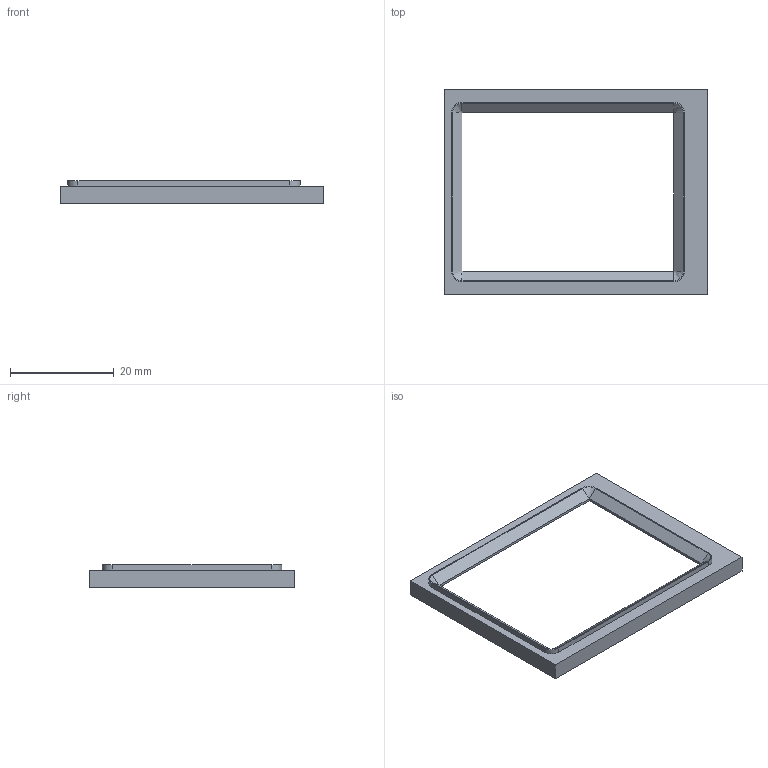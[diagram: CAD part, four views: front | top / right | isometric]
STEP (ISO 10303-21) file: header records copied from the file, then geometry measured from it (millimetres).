
FILE_DESCRIPTION(('FreeCAD Model'),'2;1');
FILE_NAME('Open CASCADE Shape Model','2024-07-18T16:48:17',('FreeCAD'),( 'FreeCAD'),'Open CASCADE STEP processor 7.6','FreeCAD','Unknown');
FILE_SCHEMA(('AUTOMOTIVE_DESIGN { 1 0 10303 214 1 1 1 1 }'));
Length unit declared in the file: millimetre
Products named in the file (1): Open CASCADE STEP translator 7.6 1
Bounding box: 50.8 x 39.6 x 4.3 mm (x, y, z)
Volume: 1334.1 mm3; surface area: 2627.9 mm2
Topology: 1 solids, 1 shells, 90 faces, 249 edges, 162 vertices
Faces by surface type: plane 82, cylinder 4, revolution 4
Entity records: 2835 total; most frequent: CARTESIAN_POINT 506, ORIENTED_EDGE 498, DIRECTION 443, EDGE_CURVE 249, LINE 241, VECTOR 241, VERTEX_POINT 162, AXIS2_PLACEMENT_3D 99
